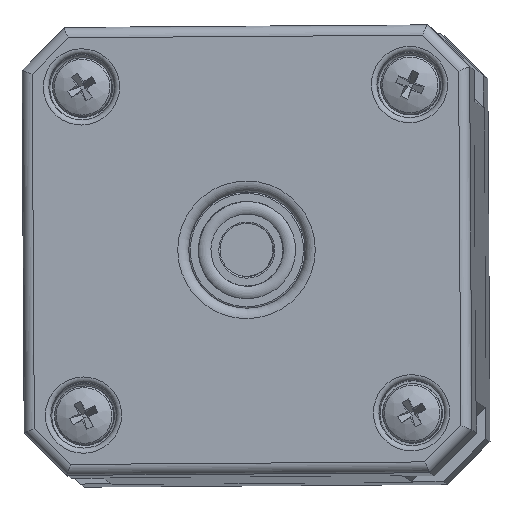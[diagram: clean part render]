
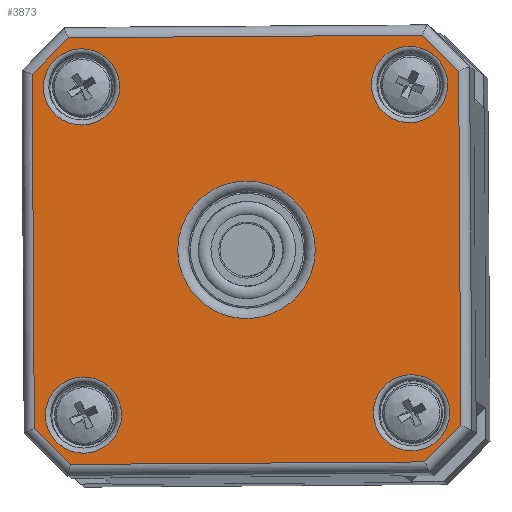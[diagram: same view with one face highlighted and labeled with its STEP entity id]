
A CAD part, top view. The second image highlights one B-rep face of the part: STEP entity #3873.
In plain terms, the highlighted planar face has unit normal (-0.041, 0.025, 0.999).
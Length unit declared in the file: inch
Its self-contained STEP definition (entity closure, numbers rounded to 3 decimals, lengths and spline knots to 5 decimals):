
#43=FACE_BOUND('',#500,.T.);
#44=FACE_BOUND('',#501,.T.);
#45=FACE_BOUND('',#502,.T.);
#46=FACE_BOUND('',#503,.T.);
#47=FACE_BOUND('',#504,.T.);
#95=PLANE('',#4191);
#277=FACE_OUTER_BOUND('',#499,.T.);
#499=EDGE_LOOP('',(#2621,#2622,#2623,#2624,#2625,#2626,#2627,#2628));
#500=EDGE_LOOP('',(#2629,#2630));
#501=EDGE_LOOP('',(#2631,#2632));
#502=EDGE_LOOP('',(#2633,#2634));
#503=EDGE_LOOP('',(#2635,#2636));
#504=EDGE_LOOP('',(#2637,#2638));
#784=LINE('',#6197,#1023);
#785=LINE('',#6199,#1024);
#786=LINE('',#6201,#1025);
#787=LINE('',#6203,#1026);
#788=LINE('',#6205,#1027);
#789=LINE('',#6207,#1028);
#790=LINE('',#6209,#1029);
#791=LINE('',#6210,#1030);
#1023=VECTOR('',#4886,39.37008);
#1024=VECTOR('',#4887,39.37008);
#1025=VECTOR('',#4888,39.37008);
#1026=VECTOR('',#4889,39.37008);
#1027=VECTOR('',#4890,39.37008);
#1028=VECTOR('',#4891,39.37008);
#1029=VECTOR('',#4892,39.37008);
#1030=VECTOR('',#4893,39.37008);
#1212=CIRCLE('',#4099,0.14173);
#1213=CIRCLE('',#4100,0.14173);
#1222=CIRCLE('',#4111,0.14173);
#1223=CIRCLE('',#4112,0.14173);
#1232=CIRCLE('',#4123,0.14173);
#1233=CIRCLE('',#4124,0.14173);
#1242=CIRCLE('',#4135,0.14173);
#1243=CIRCLE('',#4136,0.14173);
#1249=CIRCLE('',#4147,0.25591);
#1250=CIRCLE('',#4148,0.25591);
#1513=VERTEX_POINT('',#5963);
#1514=VERTEX_POINT('',#5964);
#1521=VERTEX_POINT('',#5983);
#1522=VERTEX_POINT('',#5984);
#1529=VERTEX_POINT('',#6003);
#1530=VERTEX_POINT('',#6004);
#1537=VERTEX_POINT('',#6023);
#1538=VERTEX_POINT('',#6024);
#1543=VERTEX_POINT('',#6045);
#1544=VERTEX_POINT('',#6046);
#1599=VERTEX_POINT('',#6195);
#1600=VERTEX_POINT('',#6196);
#1601=VERTEX_POINT('',#6198);
#1602=VERTEX_POINT('',#6200);
#1603=VERTEX_POINT('',#6202);
#1604=VERTEX_POINT('',#6204);
#1605=VERTEX_POINT('',#6206);
#1606=VERTEX_POINT('',#6208);
#1892=EDGE_CURVE('',#1513,#1514,#1212,.T.);
#1893=EDGE_CURVE('',#1514,#1513,#1213,.T.);
#1902=EDGE_CURVE('',#1521,#1522,#1222,.T.);
#1903=EDGE_CURVE('',#1522,#1521,#1223,.T.);
#1912=EDGE_CURVE('',#1529,#1530,#1232,.T.);
#1913=EDGE_CURVE('',#1530,#1529,#1233,.T.);
#1922=EDGE_CURVE('',#1537,#1538,#1242,.T.);
#1923=EDGE_CURVE('',#1538,#1537,#1243,.T.);
#1933=EDGE_CURVE('',#1543,#1544,#1249,.T.);
#1934=EDGE_CURVE('',#1544,#1543,#1250,.T.);
#2008=EDGE_CURVE('',#1599,#1600,#784,.T.);
#2009=EDGE_CURVE('',#1600,#1601,#785,.T.);
#2010=EDGE_CURVE('',#1601,#1602,#786,.T.);
#2011=EDGE_CURVE('',#1602,#1603,#787,.T.);
#2012=EDGE_CURVE('',#1603,#1604,#788,.T.);
#2013=EDGE_CURVE('',#1604,#1605,#789,.T.);
#2014=EDGE_CURVE('',#1605,#1606,#790,.T.);
#2015=EDGE_CURVE('',#1606,#1599,#791,.T.);
#2621=ORIENTED_EDGE('',*,*,#2008,.T.);
#2622=ORIENTED_EDGE('',*,*,#2009,.T.);
#2623=ORIENTED_EDGE('',*,*,#2010,.T.);
#2624=ORIENTED_EDGE('',*,*,#2011,.T.);
#2625=ORIENTED_EDGE('',*,*,#2012,.T.);
#2626=ORIENTED_EDGE('',*,*,#2013,.T.);
#2627=ORIENTED_EDGE('',*,*,#2014,.T.);
#2628=ORIENTED_EDGE('',*,*,#2015,.T.);
#2629=ORIENTED_EDGE('',*,*,#1933,.T.);
#2630=ORIENTED_EDGE('',*,*,#1934,.T.);
#2631=ORIENTED_EDGE('',*,*,#1922,.T.);
#2632=ORIENTED_EDGE('',*,*,#1923,.T.);
#2633=ORIENTED_EDGE('',*,*,#1912,.T.);
#2634=ORIENTED_EDGE('',*,*,#1913,.T.);
#2635=ORIENTED_EDGE('',*,*,#1902,.T.);
#2636=ORIENTED_EDGE('',*,*,#1903,.T.);
#2637=ORIENTED_EDGE('',*,*,#1892,.T.);
#2638=ORIENTED_EDGE('',*,*,#1893,.T.);
#3873=ADVANCED_FACE('',(#277,#43,#44,#45,#46,#47),#95,.F.);
#4099=AXIS2_PLACEMENT_3D('',#5965,#4647,#4648);
#4100=AXIS2_PLACEMENT_3D('',#5966,#4649,#4650);
#4111=AXIS2_PLACEMENT_3D('',#5985,#4671,#4672);
#4112=AXIS2_PLACEMENT_3D('',#5986,#4673,#4674);
#4123=AXIS2_PLACEMENT_3D('',#6005,#4695,#4696);
#4124=AXIS2_PLACEMENT_3D('',#6006,#4697,#4698);
#4135=AXIS2_PLACEMENT_3D('',#6025,#4719,#4720);
#4136=AXIS2_PLACEMENT_3D('',#6026,#4721,#4722);
#4147=AXIS2_PLACEMENT_3D('',#6047,#4747,#4748);
#4148=AXIS2_PLACEMENT_3D('',#6048,#4749,#4750);
#4191=AXIS2_PLACEMENT_3D('',#6194,#4884,#4885);
#4647=DIRECTION('center_axis',(0.041,-0.025,-0.999));
#4648=DIRECTION('ref_axis',(0.006,-1.,0.025));
#4649=DIRECTION('center_axis',(0.041,-0.025,-0.999));
#4650=DIRECTION('ref_axis',(0.006,-1.,0.025));
#4671=DIRECTION('center_axis',(0.041,-0.025,-0.999));
#4672=DIRECTION('ref_axis',(0.006,-1.,0.025));
#4673=DIRECTION('center_axis',(0.041,-0.025,-0.999));
#4674=DIRECTION('ref_axis',(0.006,-1.,0.025));
#4695=DIRECTION('center_axis',(0.041,-0.025,-0.999));
#4696=DIRECTION('ref_axis',(0.006,-1.,0.025));
#4697=DIRECTION('center_axis',(0.041,-0.025,-0.999));
#4698=DIRECTION('ref_axis',(0.006,-1.,0.025));
#4719=DIRECTION('center_axis',(0.041,-0.025,-0.999));
#4720=DIRECTION('ref_axis',(0.006,-1.,0.025));
#4721=DIRECTION('center_axis',(0.041,-0.025,-0.999));
#4722=DIRECTION('ref_axis',(0.006,-1.,0.025));
#4747=DIRECTION('center_axis',(0.041,-0.025,-0.999));
#4748=DIRECTION('ref_axis',(0.006,-1.,0.025));
#4749=DIRECTION('center_axis',(0.041,-0.025,-0.999));
#4750=DIRECTION('ref_axis',(0.006,-1.,0.025));
#4884=DIRECTION('center_axis',(0.041,-0.025,-0.999));
#4885=DIRECTION('ref_axis',(0.006,-1.,0.025));
#4886=DIRECTION('',(-0.711,0.702,-0.046));
#4887=DIRECTION('',(-0.999,-0.007,-0.041));
#4888=DIRECTION('',(-0.702,-0.712,-0.011));
#4889=DIRECTION('',(0.006,-1.,0.025));
#4890=DIRECTION('',(0.711,-0.702,0.046));
#4891=DIRECTION('',(0.999,0.007,0.041));
#4892=DIRECTION('',(0.702,0.712,0.011));
#4893=DIRECTION('',(-0.006,1.,-0.025));
#5963=CARTESIAN_POINT('',(-2.28793,4.95424,15.79836));
#5964=CARTESIAN_POINT('',(-2.28965,5.23761,15.79127));
#5965=CARTESIAN_POINT('Origin',(-2.28879,5.09593,15.79481));
#5966=CARTESIAN_POINT('Origin',(-2.28879,5.09593,15.79481));
#5983=CARTESIAN_POINT('',(-2.29531,6.17431,15.76782));
#5984=CARTESIAN_POINT('',(-2.29703,6.45768,15.76073));
#5985=CARTESIAN_POINT('Origin',(-2.29617,6.316,15.76427));
#5986=CARTESIAN_POINT('Origin',(-2.29617,6.316,15.76427));
#6003=CARTESIAN_POINT('',(-1.07588,6.18293,15.81741));
#6004=CARTESIAN_POINT('',(-1.07759,6.4663,15.81031));
#6005=CARTESIAN_POINT('Origin',(-1.07674,6.32462,15.81386));
#6006=CARTESIAN_POINT('Origin',(-1.07674,6.32462,15.81386));
#6023=CARTESIAN_POINT('',(-1.0685,4.96286,15.84795));
#6024=CARTESIAN_POINT('',(-1.07021,5.24623,15.84085));
#6025=CARTESIAN_POINT('Origin',(-1.06935,5.10455,15.8444));
#6026=CARTESIAN_POINT('Origin',(-1.06935,5.10455,15.8444));
#6045=CARTESIAN_POINT('',(-1.68121,5.45445,15.81074));
#6046=CARTESIAN_POINT('',(-1.68431,5.96609,15.79793));
#6047=CARTESIAN_POINT('Origin',(-1.68276,5.71027,15.80434));
#6048=CARTESIAN_POINT('Origin',(-1.68276,5.71027,15.80434));
#6194=CARTESIAN_POINT('Origin',(-1.68276,5.71027,15.80434));
#6195=CARTESIAN_POINT('',(-0.89412,6.37455,15.82008));
#6196=CARTESIAN_POINT('',(-1.02923,6.50797,15.81126));
#6197=CARTESIAN_POINT('',(-0.96167,6.44126,15.81567));
#6198=CARTESIAN_POINT('',(-2.34589,6.49866,15.75771));
#6199=CARTESIAN_POINT('',(-1.68756,6.50332,15.78449));
#6200=CARTESIAN_POINT('',(-2.47938,6.36334,15.75562));
#6201=CARTESIAN_POINT('',(-2.41264,6.431,15.75667));
#6202=CARTESIAN_POINT('',(-2.47141,5.046,15.78859));
#6203=CARTESIAN_POINT('',(-2.4754,5.70467,15.7721));
#6204=CARTESIAN_POINT('',(-2.33629,4.91258,15.79742));
#6205=CARTESIAN_POINT('',(-2.40385,4.97929,15.793));
#6206=CARTESIAN_POINT('',(-1.01964,4.92188,15.85096));
#6207=CARTESIAN_POINT('',(-1.67796,4.91723,15.82419));
#6208=CARTESIAN_POINT('',(-0.88615,5.05721,15.85306));
#6209=CARTESIAN_POINT('',(-0.95289,4.98954,15.85201));
#6210=CARTESIAN_POINT('',(-0.89013,5.71588,15.83657));
